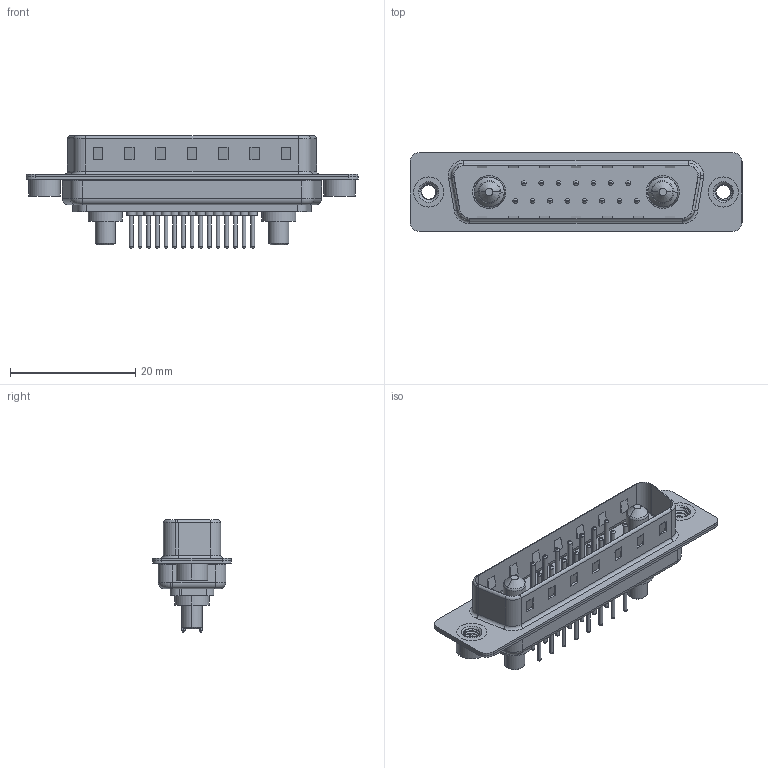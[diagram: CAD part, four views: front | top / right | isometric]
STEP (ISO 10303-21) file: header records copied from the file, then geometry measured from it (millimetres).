
FILE_DESCRIPTION (( 'STEP AP203' ), '1' );
FILE_NAME ('627-17W2624-3NA.STEP', '2019-05-27T22:38:02', ( '' ), ( '' ), 'SwSTEP 2.0', 'SolidWorks 2016', '' );
FILE_SCHEMA (( 'CONFIG_CONTROL_DESIGN' ));
Length unit declared in the file: millimetre
Products named in the file (9): 627-17W2624-3NA; 627Combo Threaded Rivet_A; 627Combo Shell Front_25 Contacts; 627Combo Shell Rear_25 Contacts; Power Pin_30A S; 627Combo Contact Row 1_24; 627Combo Housing_17W2; 627Combo Contact Row 2_24; 627Combo Threaded Rivet_2
Assembly tree (22 placements, depth 2):
  627-17W2624-3NA
    627Combo Housing_17W2
    627Combo Shell Rear_25 Contacts
    627Combo Shell Front_25 Contacts
    627Combo Threaded Rivet_A
    Power Pin_30A S  x2
    627Combo Threaded Rivet_2
    627Combo Contact Row 1_24  x7
    627Combo Contact Row 2_24  x8
Bounding box: 53 x 12.6 x 17.9 mm (x, y, z)
Volume: 2871.4 mm3; surface area: 6796.3 mm2
Topology: 24 solids, 24 shells, 1010 faces, 2234 edges, 1364 vertices
Faces by surface type: cylinder 386, plane 296, torus 294, cone 24, bspline 10
Entity records: 22116 total; most frequent: CARTESIAN_POINT 6350, DIRECTION 3227, ORIENTED_EDGE 2862, EDGE_CURVE 1431, AXIS2_PLACEMENT_3D 1264, VERTEX_POINT 904, EDGE_LOOP 729, VECTOR 699
